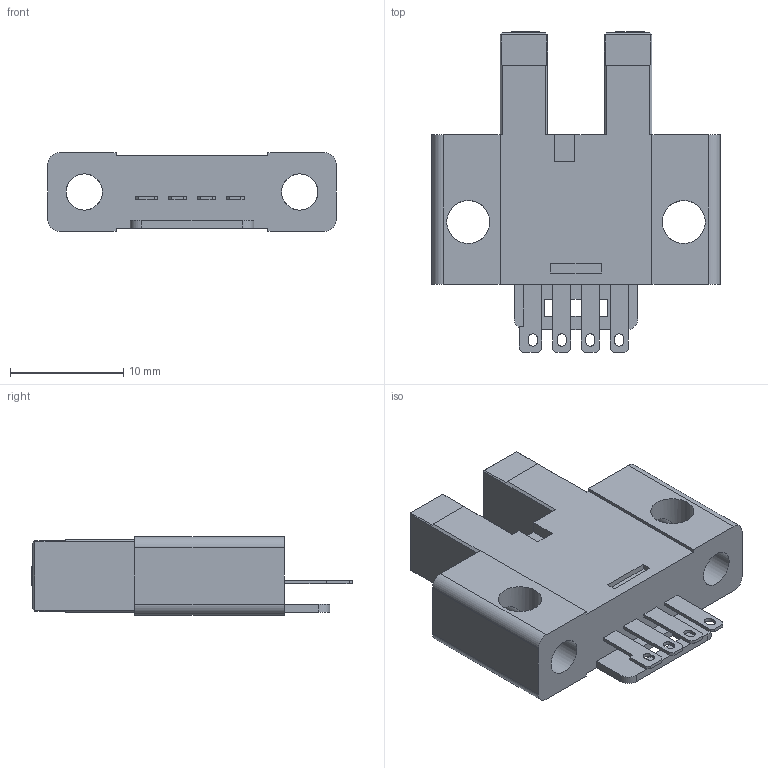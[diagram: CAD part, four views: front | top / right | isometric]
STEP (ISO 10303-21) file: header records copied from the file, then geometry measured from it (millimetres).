
FILE_DESCRIPTION(/* description */ (''),/* implementation_level */ '2;1');
FILE_NAME(/* name */ 'KPS-M60C.stp',/* time_stamp */ '2019-08-07T13:55:09+09:00',/* author */ ('사용자'),/* organization */ (''),/* preprocessor_version */ 'ST-DEVELOPER v16.1',/* originating_system */ 'Autodesk Inventor 2016',/* authorisation */ '');
FILE_SCHEMA (('CONFIG_CONTROL_DESIGN'));
Length unit declared in the file: millimetre
Products named in the file (1): KPS-M60C
Bounding box: 25.4 x 28.3 x 6.95 mm (x, y, z)
Volume: 2407.2 mm3; surface area: 2003.2 mm2
Topology: 1 solids, 1 shells, 146 faces, 412 edges, 276 vertices
Faces by surface type: plane 126, cylinder 20
Full cylindrical faces by diameter (mm): 3.2 x4, 3.8 x2
Entity records: 4873 total; most frequent: CARTESIAN_POINT 985, ORIENTED_EDGE 804, DIRECTION 728, EDGE_CURVE 402, LINE 362, VECTOR 362, VERTEX_POINT 272, AXIS2_PLACEMENT_3D 183
